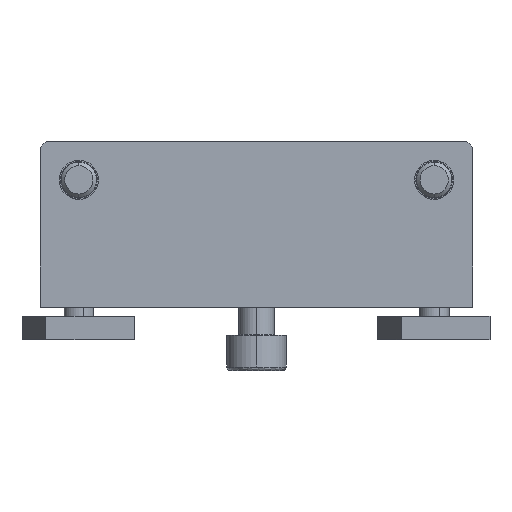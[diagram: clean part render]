
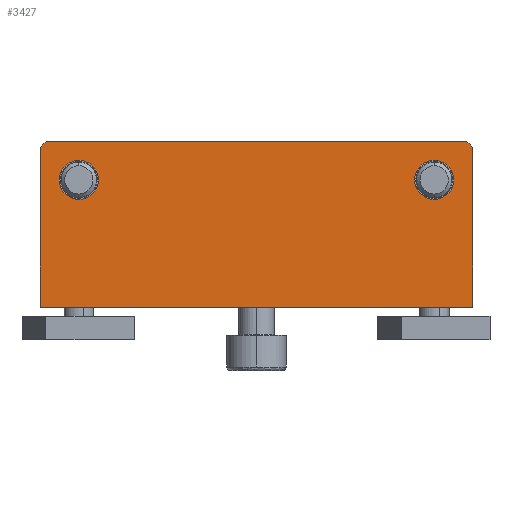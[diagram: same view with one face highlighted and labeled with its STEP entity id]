
A CAD part, front view. The second image highlights one B-rep face of the part: STEP entity #3427.
In plain terms, the highlighted planar face has unit normal (0, -1, 0).
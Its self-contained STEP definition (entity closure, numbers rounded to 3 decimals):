
#111 = VECTOR ( 'NONE', #4443, 1000. ) ;
#140 = ORIENTED_EDGE ( 'NONE', *, *, #7683, .F. ) ;
#410 = EDGE_CURVE ( 'NONE', #8547, #7420, #2733, .T. ) ;
#430 = DIRECTION ( 'NONE',  ( 0.707, 0., 0.707 ) ) ;
#595 = DIRECTION ( 'NONE',  ( 0., -1., 0. ) ) ;
#624 = DIRECTION ( 'NONE',  ( 0., 1., 0. ) ) ;
#736 = CARTESIAN_POINT ( 'NONE',  ( 36.5, -50., 27. ) ) ;
#838 = DIRECTION ( 'NONE',  ( 0., 1., 0. ) ) ;
#974 = DIRECTION ( 'NONE',  ( -1., 0., 0. ) ) ;
#1073 = CIRCLE ( 'NONE', #5259, 3.3 ) ;
#1100 = EDGE_CURVE ( 'NONE', #5548, #7173, #1073, .T. ) ;
#1181 = DIRECTION ( 'NONE',  ( 0., 1., 0. ) ) ;
#1227 = ORIENTED_EDGE ( 'NONE', *, *, #4519, .T. ) ;
#1331 = VERTEX_POINT ( 'NONE', #3934 ) ;
#1343 = VECTOR ( 'NONE', #10291, 1000. ) ;
#1463 = DIRECTION ( 'NONE',  ( 0., 0., 1. ) ) ;
#1564 = VECTOR ( 'NONE', #9267, 1000. ) ;
#1580 = FACE_BOUND ( 'NONE', #3378, .T. ) ;
#1715 = VECTOR ( 'NONE', #974, 1000. ) ;
#1785 = ORIENTED_EDGE ( 'NONE', *, *, #9821, .T. ) ;
#2079 = CARTESIAN_POINT ( 'NONE',  ( -36.5, -50., 0. ) ) ;
#2080 = EDGE_LOOP ( 'NONE', ( #5445, #7742, #6386, #9944, #140, #7239 ) ) ;
#2572 = VERTEX_POINT ( 'NONE', #3571 ) ;
#2711 = EDGE_CURVE ( 'NONE', #4168, #5466, #3827, .T. ) ;
#2733 = LINE ( 'NONE', #9155, #7478 ) ;
#2944 = EDGE_CURVE ( 'NONE', #8014, #2572, #6393, .T. ) ;
#3135 = LINE ( 'NONE', #7105, #1343 ) ;
#3175 = CIRCLE ( 'NONE', #4177, 3.3 ) ;
#3337 = CARTESIAN_POINT ( 'NONE',  ( -36.5, -50., 28. ) ) ;
#3378 = EDGE_LOOP ( 'NONE', ( #10030, #1227 ) ) ;
#3427 = ADVANCED_FACE ( 'NONE', ( #1580, #6285, #7025 ), #7858, .T. ) ;
#3497 = VERTEX_POINT ( 'NONE', #6808 ) ;
#3571 = CARTESIAN_POINT ( 'NONE',  ( 30., -50., 18.2 ) ) ;
#3580 = EDGE_LOOP ( 'NONE', ( #1785, #6473 ) ) ;
#3793 = EDGE_CURVE ( 'NONE', #5466, #1331, #8964, .T. ) ;
#3827 = LINE ( 'NONE', #736, #1564 ) ;
#3839 = DIRECTION ( 'NONE',  ( 0., 1., 0. ) ) ;
#3934 = CARTESIAN_POINT ( 'NONE',  ( -35.5, -50., 28. ) ) ;
#4168 = VERTEX_POINT ( 'NONE', #5662 ) ;
#4177 = AXIS2_PLACEMENT_3D ( 'NONE', #10241, #838, #1463 ) ;
#4201 = DIRECTION ( 'NONE',  ( 0., 0., -1. ) ) ;
#4229 = LINE ( 'NONE', #6789, #111 ) ;
#4443 = DIRECTION ( 'NONE',  ( 0., 0., -1. ) ) ;
#4519 = EDGE_CURVE ( 'NONE', #7173, #5548, #3175, .T. ) ;
#4554 = EDGE_CURVE ( 'NONE', #7420, #3497, #3135, .T. ) ;
#4580 = DIRECTION ( 'NONE',  ( 1., 0., 0. ) ) ;
#4746 = CARTESIAN_POINT ( 'NONE',  ( -36.5, -50., 27. ) ) ;
#5050 = DIRECTION ( 'NONE',  ( 0., 0., 1. ) ) ;
#5095 = LINE ( 'NONE', #9103, #6132 ) ;
#5259 = AXIS2_PLACEMENT_3D ( 'NONE', #8441, #1181, #5050 ) ;
#5420 = CARTESIAN_POINT ( 'NONE',  ( 30., -50., 21.5 ) ) ;
#5445 = ORIENTED_EDGE ( 'NONE', *, *, #4554, .T. ) ;
#5466 = VERTEX_POINT ( 'NONE', #10243 ) ;
#5493 = DIRECTION ( 'NONE',  ( 0., 0., -1. ) ) ;
#5548 = VERTEX_POINT ( 'NONE', #6747 ) ;
#5570 = AXIS2_PLACEMENT_3D ( 'NONE', #8637, #595, #4580 ) ;
#5662 = CARTESIAN_POINT ( 'NONE',  ( 36.5, -50., 27. ) ) ;
#6132 = VECTOR ( 'NONE', #430, 1000. ) ;
#6285 = FACE_BOUND ( 'NONE', #3580, .T. ) ;
#6386 = ORIENTED_EDGE ( 'NONE', *, *, #2711, .T. ) ;
#6393 = CIRCLE ( 'NONE', #9555, 3.3 ) ;
#6473 = ORIENTED_EDGE ( 'NONE', *, *, #2944, .T. ) ;
#6747 = CARTESIAN_POINT ( 'NONE',  ( -30., -50., 24.8 ) ) ;
#6789 = CARTESIAN_POINT ( 'NONE',  ( 36.5, -50., 0. ) ) ;
#6808 = CARTESIAN_POINT ( 'NONE',  ( 36.5, -50., 0. ) ) ;
#7025 = FACE_OUTER_BOUND ( 'NONE', #2080, .T. ) ;
#7026 = DIRECTION ( 'NONE',  ( 0., 0., -1. ) ) ;
#7105 = CARTESIAN_POINT ( 'NONE',  ( 0., -50., 0. ) ) ;
#7173 = VERTEX_POINT ( 'NONE', #9496 ) ;
#7239 = ORIENTED_EDGE ( 'NONE', *, *, #410, .T. ) ;
#7420 = VERTEX_POINT ( 'NONE', #2079 ) ;
#7478 = VECTOR ( 'NONE', #4201, 1000. ) ;
#7683 = EDGE_CURVE ( 'NONE', #8547, #1331, #5095, .T. ) ;
#7742 = ORIENTED_EDGE ( 'NONE', *, *, #8351, .F. ) ;
#7838 = CARTESIAN_POINT ( 'NONE',  ( 30., -50., 21.5 ) ) ;
#7858 = PLANE ( 'NONE',  #5570 ) ;
#8014 = VERTEX_POINT ( 'NONE', #9038 ) ;
#8351 = EDGE_CURVE ( 'NONE', #4168, #3497, #4229, .T. ) ;
#8441 = CARTESIAN_POINT ( 'NONE',  ( -30., -50., 21.5 ) ) ;
#8547 = VERTEX_POINT ( 'NONE', #4746 ) ;
#8637 = CARTESIAN_POINT ( 'NONE',  ( -36.5, -50., 0. ) ) ;
#8964 = LINE ( 'NONE', #3337, #1715 ) ;
#9038 = CARTESIAN_POINT ( 'NONE',  ( 30., -50., 24.8 ) ) ;
#9103 = CARTESIAN_POINT ( 'NONE',  ( -36., -50., 27.5 ) ) ;
#9105 = AXIS2_PLACEMENT_3D ( 'NONE', #5420, #3839, #7026 ) ;
#9155 = CARTESIAN_POINT ( 'NONE',  ( -36.5, -50., 0. ) ) ;
#9267 = DIRECTION ( 'NONE',  ( -0.707, 0., 0.707 ) ) ;
#9496 = CARTESIAN_POINT ( 'NONE',  ( -30., -50., 18.2 ) ) ;
#9555 = AXIS2_PLACEMENT_3D ( 'NONE', #7838, #624, #5493 ) ;
#9611 = CIRCLE ( 'NONE', #9105, 3.3 ) ;
#9821 = EDGE_CURVE ( 'NONE', #2572, #8014, #9611, .T. ) ;
#9944 = ORIENTED_EDGE ( 'NONE', *, *, #3793, .T. ) ;
#10030 = ORIENTED_EDGE ( 'NONE', *, *, #1100, .T. ) ;
#10241 = CARTESIAN_POINT ( 'NONE',  ( -30., -50., 21.5 ) ) ;
#10243 = CARTESIAN_POINT ( 'NONE',  ( 35.5, -50., 28. ) ) ;
#10291 = DIRECTION ( 'NONE',  ( 1., 0., 0. ) ) ;
